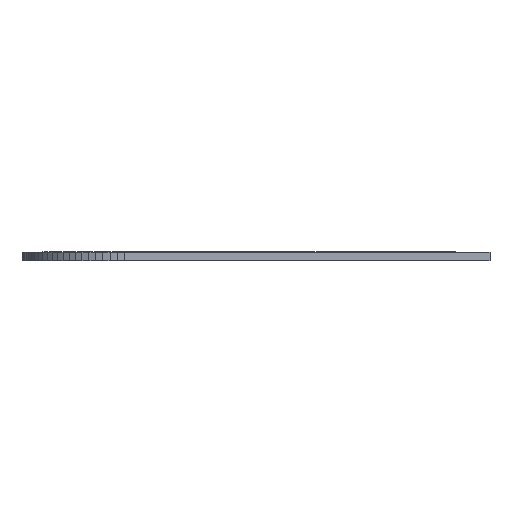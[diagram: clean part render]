
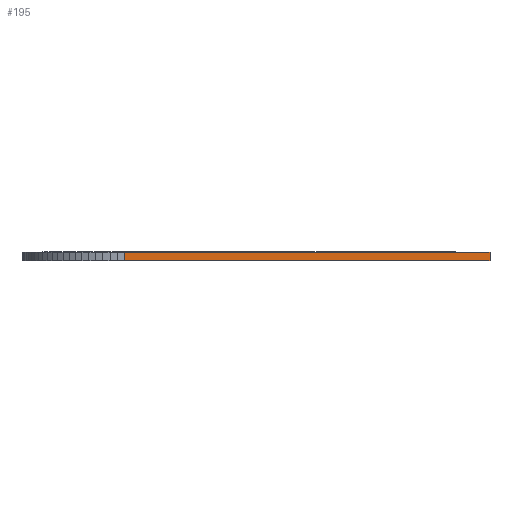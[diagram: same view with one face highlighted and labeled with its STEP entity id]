
A CAD part, front view. The second image highlights one B-rep face of the part: STEP entity #195.
In plain terms, the highlighted planar face has unit normal (0, 1, 0).
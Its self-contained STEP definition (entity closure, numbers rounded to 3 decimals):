
#195=ADVANCED_FACE('',(#413),#631,.T.);
#413=FACE_OUTER_BOUND('',#2127,.T.);
#631=PLANE('',#7046);
#1620=ORIENTED_EDGE('',*,*,#2695,.F.);
#1621=ORIENTED_EDGE('',*,*,#2841,.T.);
#1622=ORIENTED_EDGE('',*,*,#2696,.T.);
#1623=ORIENTED_EDGE('',*,*,#2842,.F.);
#2127=EDGE_LOOP('',(#1620,#1621,#1622,#1623));
#2695=EDGE_CURVE('',#5024,#5026,#3536,.T.);
#2696=EDGE_CURVE('',#5025,#5027,#3537,.T.);
#2841=EDGE_CURVE('',#5024,#5025,#3682,.T.);
#2842=EDGE_CURVE('',#5026,#5027,#3683,.T.);
#3536=LINE('',#6709,#4377);
#3537=LINE('',#6782,#4378);
#3682=LINE('',#6709,#4523);
#3683=LINE('',#6710,#4524);
#4377=VECTOR('',#5880,17.749);
#4378=VECTOR('',#5881,17.749);
#4523=VECTOR('',#6138,0.417);
#4524=VECTOR('',#6139,0.417);
#5024=VERTEX_POINT('',#6709);
#5025=VERTEX_POINT('',#6782);
#5026=VERTEX_POINT('',#6710);
#5027=VERTEX_POINT('',#6783);
#5880=DIRECTION('',(1.,0.,0.));
#5881=DIRECTION('',(1.,0.,0.));
#6138=DIRECTION('',(0.,0.,1.));
#6139=DIRECTION('',(0.,0.,1.));
#6140=DIRECTION('',(0.,1.,0.));
#6141=DIRECTION('',(0.,0.,1.));
#6709=CARTESIAN_POINT('',(42.988,51.25,0.));
#6710=CARTESIAN_POINT('',(60.736,51.25,0.));
#6782=CARTESIAN_POINT('',(42.988,51.25,0.417));
#6783=CARTESIAN_POINT('',(60.736,51.25,0.417));
#7046=AXIS2_PLACEMENT_3D('',#6709,#6140,#6141);
